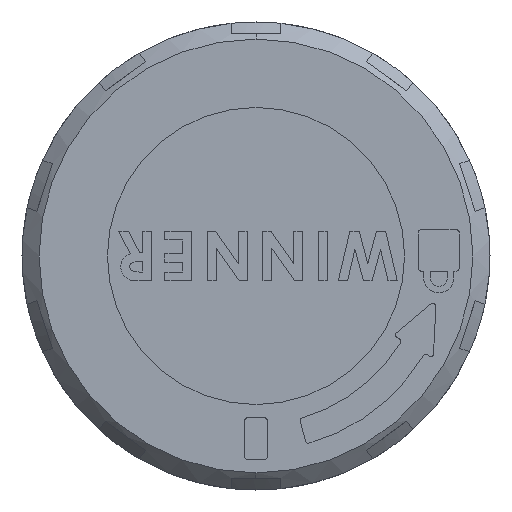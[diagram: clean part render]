
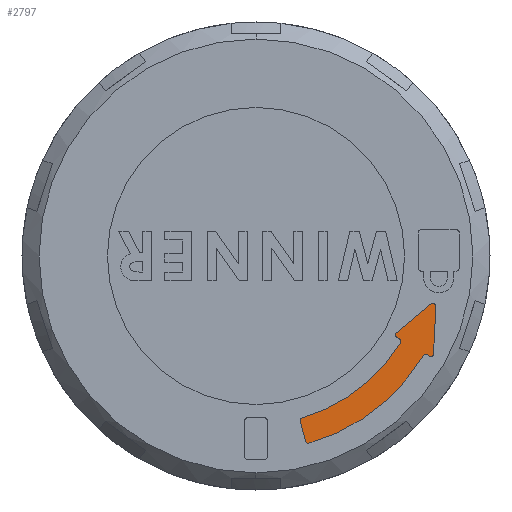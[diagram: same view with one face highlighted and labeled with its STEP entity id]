
A CAD part, left-side view. The second image highlights one B-rep face of the part: STEP entity #2797.
In plain terms, the highlighted planar face has unit normal (-1, 0, 0).
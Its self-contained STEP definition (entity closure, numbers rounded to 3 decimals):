
#17 = EDGE_CURVE ( 'NONE', #6954, #1167, #9965, .T. ) ;
#33 = DIRECTION ( 'NONE',  ( 0., -0.259, -0.966 ) ) ;
#44 = ORIENTED_EDGE ( 'NONE', *, *, #17, .T. ) ;
#70 = VERTEX_POINT ( 'NONE', #5458 ) ;
#134 = DIRECTION ( 'NONE',  ( -1., 0., 0. ) ) ;
#197 = CARTESIAN_POINT ( 'NONE',  ( -47.14, -13.5, -7.458 ) ) ;
#205 = DIRECTION ( 'NONE',  ( -1., 0., 0. ) ) ;
#374 = AXIS2_PLACEMENT_3D ( 'NONE', #11497, #12615, #13742 ) ;
#440 = VERTEX_POINT ( 'NONE', #4371 ) ;
#488 = DIRECTION ( 'NONE',  ( 0., 0.766, -0.643 ) ) ;
#530 = EDGE_CURVE ( 'NONE', #11788, #12680, #9944, .T. ) ;
#621 = DIRECTION ( 'NONE',  ( 0., 0., 1. ) ) ;
#706 = CARTESIAN_POINT ( 'NONE',  ( -47.14, -10.67, -5.85 ) ) ;
#978 = CIRCLE ( 'NONE', #12139, 12.8 ) ;
#993 = CIRCLE ( 'NONE', #1091, 0.25 ) ;
#1091 = AXIS2_PLACEMENT_3D ( 'NONE', #4752, #205, #7859 ) ;
#1158 = ORIENTED_EDGE ( 'NONE', *, *, #8577, .T. ) ;
#1163 = VECTOR ( 'NONE', #488, 1000. ) ;
#1167 = VERTEX_POINT ( 'NONE', #4797 ) ;
#1243 = CARTESIAN_POINT ( 'NONE',  ( -47.14, 0., 0. ) ) ;
#1324 = DIRECTION ( 'NONE',  ( -1., 0., 0. ) ) ;
#1365 = ORIENTED_EDGE ( 'NONE', *, *, #4546, .T. ) ;
#1493 = VERTEX_POINT ( 'NONE', #12389 ) ;
#1719 = DIRECTION ( 'NONE',  ( 0., -0.866, -0.5 ) ) ;
#1983 = CIRCLE ( 'NONE', #12780, 0.2 ) ;
#2043 = DIRECTION ( 'NONE',  ( -1., 0., 0. ) ) ;
#2078 = DIRECTION ( 'NONE',  ( 0., 0., 1. ) ) ;
#2201 = CARTESIAN_POINT ( 'NONE',  ( -47.14, -13.438, -3.603 ) ) ;
#2393 = CARTESIAN_POINT ( 'NONE',  ( -47.14, 0., 0. ) ) ;
#2513 = CIRCLE ( 'NONE', #6730, 0.25 ) ;
#2563 = FACE_OUTER_BOUND ( 'NONE', #12219, .T. ) ;
#2569 = VECTOR ( 'NONE', #8933, 1000. ) ;
#2703 = VERTEX_POINT ( 'NONE', #12350 ) ;
#2797 = ADVANCED_FACE ( 'NONE', ( #2563 ), #7687, .T. ) ;
#2850 = EDGE_CURVE ( 'NONE', #3058, #14045, #14373, .T. ) ;
#2938 = CARTESIAN_POINT ( 'NONE',  ( -47.14, -13.032, -7.524 ) ) ;
#3058 = VERTEX_POINT ( 'NONE', #11330 ) ;
#3220 = CARTESIAN_POINT ( 'NONE',  ( -47.14, -10.698, -6.177 ) ) ;
#3340 = DIRECTION ( 'NONE',  ( 1., 0., 0. ) ) ;
#3440 = ORIENTED_EDGE ( 'NONE', *, *, #13204, .T. ) ;
#3665 = VERTEX_POINT ( 'NONE', #2201 ) ;
#4103 = EDGE_CURVE ( 'NONE', #440, #8298, #7072, .T. ) ;
#4371 = CARTESIAN_POINT ( 'NONE',  ( -47.14, -12.692, -7.612 ) ) ;
#4506 = EDGE_CURVE ( 'NONE', #1167, #8004, #978, .T. ) ;
#4546 = EDGE_CURVE ( 'NONE', #8004, #1493, #11413, .T. ) ;
#4560 = DIRECTION ( 'NONE',  ( 0., 0., 1. ) ) ;
#4752 = CARTESIAN_POINT ( 'NONE',  ( -47.14, -13.438, -3.853 ) ) ;
#4797 = CARTESIAN_POINT ( 'NONE',  ( -47.14, -10.955, -6.62 ) ) ;
#4809 = AXIS2_PLACEMENT_3D ( 'NONE', #13982, #1324, #12719 ) ;
#4824 = VECTOR ( 'NONE', #33, 1000. ) ;
#4850 = CARTESIAN_POINT ( 'NONE',  ( -47.14, -3.503, -12.311 ) ) ;
#4855 = EDGE_CURVE ( 'NONE', #2703, #10394, #14347, .T. ) ;
#5115 = EDGE_CURVE ( 'NONE', #14045, #10198, #1983, .T. ) ;
#5301 = CARTESIAN_POINT ( 'NONE',  ( -47.14, -3.778, -14.101 ) ) ;
#5387 = ORIENTED_EDGE ( 'NONE', *, *, #4506, .T. ) ;
#5458 = CARTESIAN_POINT ( 'NONE',  ( -47.14, -13.688, -3.866 ) ) ;
#5490 = VECTOR ( 'NONE', #1719, 1000. ) ;
#5755 = CARTESIAN_POINT ( 'NONE',  ( -47.14, -10.698, -6.177 ) ) ;
#5983 = EDGE_CURVE ( 'NONE', #8298, #2703, #2513, .T. ) ;
#6245 = AXIS2_PLACEMENT_3D ( 'NONE', #7581, #3340, #2078 ) ;
#6367 = ORIENTED_EDGE ( 'NONE', *, *, #4103, .T. ) ;
#6508 = DIRECTION ( 'NONE',  ( 0., 0., 1. ) ) ;
#6565 = EDGE_CURVE ( 'NONE', #3665, #3058, #7705, .T. ) ;
#6730 = AXIS2_PLACEMENT_3D ( 'NONE', #8214, #7074, #621 ) ;
#6923 = CARTESIAN_POINT ( 'NONE',  ( -47.14, -4.026, -14.242 ) ) ;
#6954 = VERTEX_POINT ( 'NONE', #13652 ) ;
#7004 = DIRECTION ( 'NONE',  ( 0., 0., 1. ) ) ;
#7072 = CIRCLE ( 'NONE', #6245, 0.25 ) ;
#7074 = DIRECTION ( 'NONE',  ( 1., 0., 0. ) ) ;
#7088 = LINE ( 'NONE', #197, #2569 ) ;
#7409 = CARTESIAN_POINT ( 'NONE',  ( -47.14, -13.2, -7.621 ) ) ;
#7459 = ORIENTED_EDGE ( 'NONE', *, *, #530, .T. ) ;
#7581 = CARTESIAN_POINT ( 'NONE',  ( -47.14, -12.907, -7.74 ) ) ;
#7687 = PLANE ( 'NONE',  #10976 ) ;
#7705 = CIRCLE ( 'NONE', #11593, 0.25 ) ;
#7855 = CARTESIAN_POINT ( 'NONE',  ( -47.14, -3.972, -14.049 ) ) ;
#7859 = DIRECTION ( 'NONE',  ( 0., 0., 1. ) ) ;
#7967 = DIRECTION ( 'NONE',  ( -1., 0., 0. ) ) ;
#7989 = DIRECTION ( 'NONE',  ( -1., 0., 0. ) ) ;
#8003 = DIRECTION ( 'NONE',  ( 1., 0., 0. ) ) ;
#8004 = VERTEX_POINT ( 'NONE', #4850 ) ;
#8214 = CARTESIAN_POINT ( 'NONE',  ( -47.14, -12.907, -7.74 ) ) ;
#8298 = VERTEX_POINT ( 'NONE', #8594 ) ;
#8453 = AXIS2_PLACEMENT_3D ( 'NONE', #7855, #10019, #4560 ) ;
#8577 = EDGE_CURVE ( 'NONE', #10198, #6954, #11337, .T. ) ;
#8594 = CARTESIAN_POINT ( 'NONE',  ( -47.14, -12.907, -7.49 ) ) ;
#8650 = ORIENTED_EDGE ( 'NONE', *, *, #2850, .T. ) ;
#8698 = CIRCLE ( 'NONE', #4809, 0.2 ) ;
#8778 = DIRECTION ( 'NONE',  ( 0., -0.866, -0.5 ) ) ;
#8933 = DIRECTION ( 'NONE',  ( 0., -0.052, 0.999 ) ) ;
#9378 = LINE ( 'NONE', #10211, #4824 ) ;
#9416 = DIRECTION ( 'NONE',  ( -1., 0., 0. ) ) ;
#9944 = CIRCLE ( 'NONE', #8453, 0.2 ) ;
#9965 = CIRCLE ( 'NONE', #374, 0.25 ) ;
#10019 = DIRECTION ( 'NONE',  ( -1., 0., 0. ) ) ;
#10056 = ORIENTED_EDGE ( 'NONE', *, *, #12410, .T. ) ;
#10189 = AXIS2_PLACEMENT_3D ( 'NONE', #12444, #7967, #12493 ) ;
#10198 = VERTEX_POINT ( 'NONE', #5755 ) ;
#10211 = CARTESIAN_POINT ( 'NONE',  ( -47.14, -3.364, -12.556 ) ) ;
#10297 = EDGE_CURVE ( 'NONE', #10394, #11145, #8698, .T. ) ;
#10345 = CARTESIAN_POINT ( 'NONE',  ( -47.14, -10.798, -6.003 ) ) ;
#10394 = VERTEX_POINT ( 'NONE', #7409 ) ;
#10433 = AXIS2_PLACEMENT_3D ( 'NONE', #1243, #134, #12347 ) ;
#10494 = VECTOR ( 'NONE', #8778, 1000. ) ;
#10519 = DIRECTION ( 'NONE',  ( 0., 0., 1. ) ) ;
#10707 = ORIENTED_EDGE ( 'NONE', *, *, #12439, .T. ) ;
#10789 = ORIENTED_EDGE ( 'NONE', *, *, #12420, .T. ) ;
#10976 = AXIS2_PLACEMENT_3D ( 'NONE', #13334, #2043, #6508 ) ;
#11145 = VERTEX_POINT ( 'NONE', #12396 ) ;
#11309 = DIRECTION ( 'NONE',  ( 0., 0., -1. ) ) ;
#11330 = CARTESIAN_POINT ( 'NONE',  ( -47.14, -13.278, -3.662 ) ) ;
#11337 = LINE ( 'NONE', #3220, #10494 ) ;
#11413 = CIRCLE ( 'NONE', #10189, 0.2 ) ;
#11497 = CARTESIAN_POINT ( 'NONE',  ( -47.14, -10.741, -6.49 ) ) ;
#11551 = CARTESIAN_POINT ( 'NONE',  ( -47.14, -13.278, -3.662 ) ) ;
#11593 = AXIS2_PLACEMENT_3D ( 'NONE', #12695, #9416, #10519 ) ;
#11788 = VERTEX_POINT ( 'NONE', #5301 ) ;
#12139 = AXIS2_PLACEMENT_3D ( 'NONE', #2393, #8003, #11309 ) ;
#12141 = ORIENTED_EDGE ( 'NONE', *, *, #6565, .T. ) ;
#12150 = CIRCLE ( 'NONE', #10433, 14.8 ) ;
#12219 = EDGE_LOOP ( 'NONE', ( #6367, #13637, #12656, #13945, #10056, #3440, #12141, #8650, #12710, #1158, #44, #5387, #1365, #10789, #7459, #10707 ) ) ;
#12347 = DIRECTION ( 'NONE',  ( 0., 0., 1. ) ) ;
#12350 = CARTESIAN_POINT ( 'NONE',  ( -47.14, -13.032, -7.524 ) ) ;
#12389 = CARTESIAN_POINT ( 'NONE',  ( -47.14, -3.364, -12.556 ) ) ;
#12396 = CARTESIAN_POINT ( 'NONE',  ( -47.14, -13.5, -7.458 ) ) ;
#12410 = EDGE_CURVE ( 'NONE', #11145, #70, #7088, .T. ) ;
#12420 = EDGE_CURVE ( 'NONE', #1493, #11788, #9378, .T. ) ;
#12439 = EDGE_CURVE ( 'NONE', #12680, #440, #12150, .T. ) ;
#12444 = CARTESIAN_POINT ( 'NONE',  ( -47.14, -3.557, -12.504 ) ) ;
#12493 = DIRECTION ( 'NONE',  ( 0., 0., -1. ) ) ;
#12615 = DIRECTION ( 'NONE',  ( 1., 0., 0. ) ) ;
#12656 = ORIENTED_EDGE ( 'NONE', *, *, #4855, .T. ) ;
#12680 = VERTEX_POINT ( 'NONE', #6923 ) ;
#12695 = CARTESIAN_POINT ( 'NONE',  ( -47.14, -13.438, -3.853 ) ) ;
#12710 = ORIENTED_EDGE ( 'NONE', *, *, #5115, .T. ) ;
#12719 = DIRECTION ( 'NONE',  ( 0., 0., 1. ) ) ;
#12780 = AXIS2_PLACEMENT_3D ( 'NONE', #10345, #7989, #7004 ) ;
#13204 = EDGE_CURVE ( 'NONE', #70, #3665, #993, .T. ) ;
#13334 = CARTESIAN_POINT ( 'NONE',  ( -47.14, -12.907, -7.74 ) ) ;
#13637 = ORIENTED_EDGE ( 'NONE', *, *, #5983, .T. ) ;
#13652 = CARTESIAN_POINT ( 'NONE',  ( -47.14, -10.866, -6.274 ) ) ;
#13742 = DIRECTION ( 'NONE',  ( 0., 0., 1. ) ) ;
#13945 = ORIENTED_EDGE ( 'NONE', *, *, #10297, .T. ) ;
#13982 = CARTESIAN_POINT ( 'NONE',  ( -47.14, -13.3, -7.448 ) ) ;
#14045 = VERTEX_POINT ( 'NONE', #706 ) ;
#14347 = LINE ( 'NONE', #2938, #5490 ) ;
#14373 = LINE ( 'NONE', #11551, #1163 ) ;
